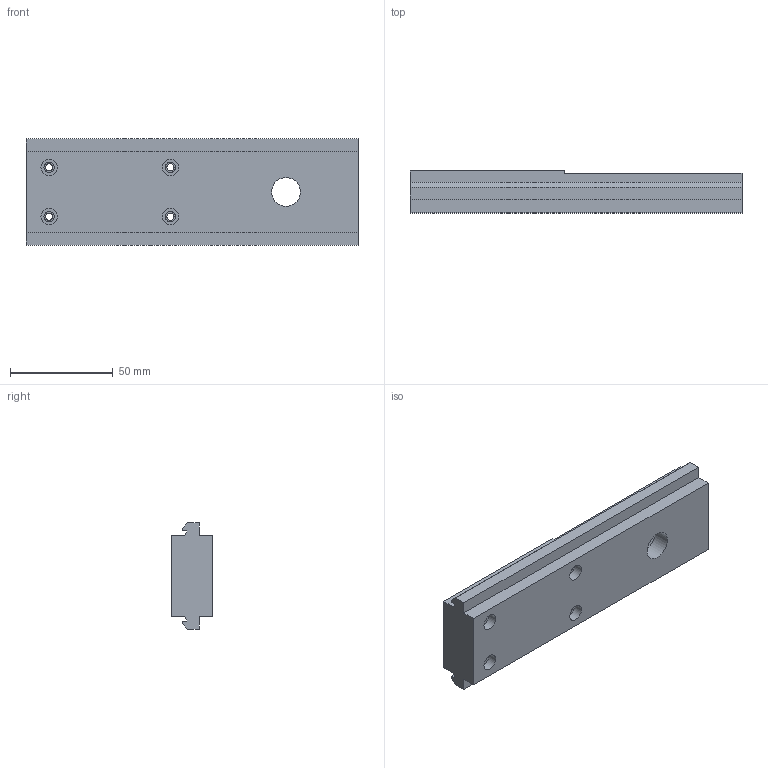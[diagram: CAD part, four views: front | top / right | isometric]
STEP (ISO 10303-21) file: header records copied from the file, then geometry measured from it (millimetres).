
FILE_DESCRIPTION(/* description */ (''),/* implementation_level */ '2;1');
FILE_NAME(/* name */ '1-Belt_stepper_mount_Pt2_V3.step',/* time_stamp */ '2019-04-12T00:28:19-05:00',/* author */ ('Benjamin.dalton'),/* organization */ (''),/* preprocessor_version */ 'ST-DEVELOPER v18',/* originating_system */ 'Autodesk Translation Framework v8.2.0.1029',/* authorisation */ '');
FILE_SCHEMA (('AUTOMOTIVE_DESIGN { 1 0 10303 214 3 1 1 }'));
Length unit declared in the file: millimetre
Products named in the file (1): 1-Belt_stepper_mount_Pt2_V3.stl
Bounding box: 161.5 x 20.38 x 51.7 mm (x, y, z)
Volume: 126342.5 mm3; surface area: 28337.3 mm2
Topology: 1 solids, 1 shells, 52 faces, 120 edges, 80 vertices
Faces by surface type: plane 38, cylinder 14
Full cylindrical faces by diameter (mm): 3.5 x4, 5 x4, 8 x4, 14 x1, 35.5 x1
Entity records: 1525 total; most frequent: DIRECTION 254, CARTESIAN_POINT 253, ORIENTED_EDGE 240, EDGE_CURVE 120, LINE 92, VECTOR 92, AXIS2_PLACEMENT_3D 81, VERTEX_POINT 80
